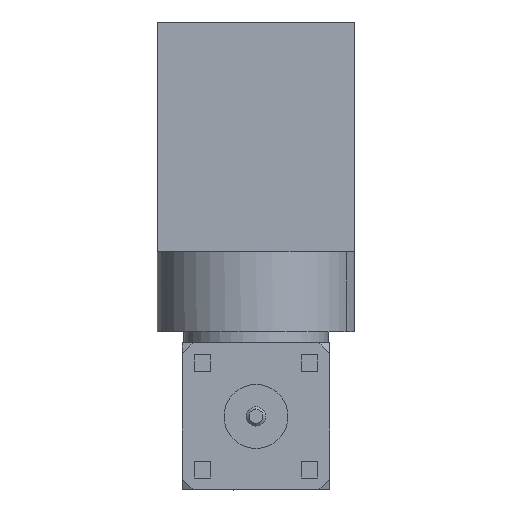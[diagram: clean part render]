
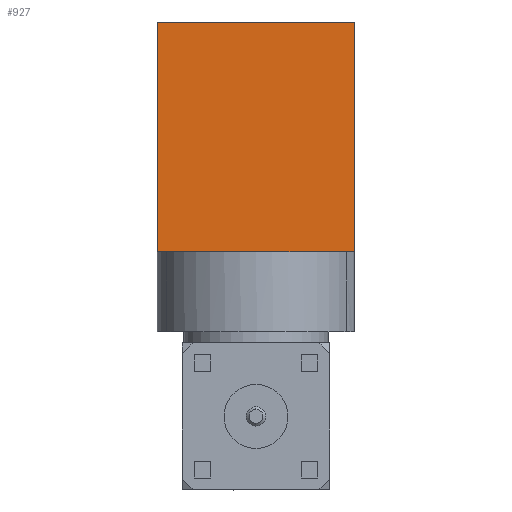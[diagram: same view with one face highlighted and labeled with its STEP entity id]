
A CAD part, front view. The second image highlights one B-rep face of the part: STEP entity #927.
In plain terms, the highlighted planar face has unit normal (0, -1, 0).
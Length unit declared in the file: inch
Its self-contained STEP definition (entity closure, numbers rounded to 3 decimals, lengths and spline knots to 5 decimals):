
#134 = DIRECTION ( 'NONE',  ( -1., 0., 0. ) ) ;
#354 = VECTOR ( 'NONE', #2387, 39.37008 ) ;
#400 = CARTESIAN_POINT ( 'NONE',  ( 0.185, -0.18494, -0.87765 ) ) ;
#702 = CARTESIAN_POINT ( 'NONE',  ( 0.28262, -0.18494, -0.43065 ) ) ;
#757 = VECTOR ( 'NONE', #3538, 39.37008 ) ;
#927 = ADVANCED_FACE ( 'NONE', ( #1092 ), #1461, .T. ) ;
#940 = CARTESIAN_POINT ( 'NONE',  ( -0.00064, -0.18494, -0.43065 ) ) ;
#983 = VECTOR ( 'NONE', #1340, 39.37008 ) ;
#1092 = FACE_OUTER_BOUND ( 'NONE', #1493, .T. ) ;
#1271 = EDGE_CURVE ( 'NONE', #1729, #2808, #4784, .T. ) ;
#1340 = DIRECTION ( 'NONE',  ( 0., 0., 1. ) ) ;
#1428 = EDGE_CURVE ( 'NONE', #3137, #4048, #4513, .T. ) ;
#1461 = PLANE ( 'NONE',  #4872 ) ;
#1493 = EDGE_LOOP ( 'NONE', ( #2302, #2546, #2024, #3993, #2943 ) ) ;
#1538 = DIRECTION ( 'NONE',  ( 0., -1., 0. ) ) ;
#1729 = VERTEX_POINT ( 'NONE', #1845 ) ;
#1794 = LINE ( 'NONE', #2543, #983 ) ;
#1797 = CARTESIAN_POINT ( 'NONE',  ( -0.185, -0.18494, 0. ) ) ;
#1845 = CARTESIAN_POINT ( 'NONE',  ( 0.185, -0.18494, -0.43065 ) ) ;
#2024 = ORIENTED_EDGE ( 'NONE', *, *, #4683, .F. ) ;
#2063 = DIRECTION ( 'NONE',  ( -1., 0., 0. ) ) ;
#2302 = ORIENTED_EDGE ( 'NONE', *, *, #3100, .T. ) ;
#2387 = DIRECTION ( 'NONE',  ( 0., 0., 1. ) ) ;
#2467 = VECTOR ( 'NONE', #2063, 39.37008 ) ;
#2543 = CARTESIAN_POINT ( 'NONE',  ( -0.185, -0.18494, -0.87765 ) ) ;
#2546 = ORIENTED_EDGE ( 'NONE', *, *, #1428, .T. ) ;
#2569 = LINE ( 'NONE', #3754, #5057 ) ;
#2803 = EDGE_CURVE ( 'NONE', #2808, #5111, #2569, .T. ) ;
#2808 = VERTEX_POINT ( 'NONE', #940 ) ;
#2943 = ORIENTED_EDGE ( 'NONE', *, *, #1271, .F. ) ;
#3098 = CARTESIAN_POINT ( 'NONE',  ( -0.185, -0.18494, -0.58065 ) ) ;
#3100 = EDGE_CURVE ( 'NONE', #1729, #3137, #5258, .T. ) ;
#3137 = VERTEX_POINT ( 'NONE', #3614 ) ;
#3538 = DIRECTION ( 'NONE',  ( -1., 0., 0. ) ) ;
#3614 = CARTESIAN_POINT ( 'NONE',  ( 0.185, -0.18494, 0. ) ) ;
#3721 = CARTESIAN_POINT ( 'NONE',  ( -0.185, -0.18494, -0.43065 ) ) ;
#3754 = CARTESIAN_POINT ( 'NONE',  ( -0.00064, -0.18494, -0.43065 ) ) ;
#3993 = ORIENTED_EDGE ( 'NONE', *, *, #2803, .F. ) ;
#4048 = VERTEX_POINT ( 'NONE', #1797 ) ;
#4052 = CARTESIAN_POINT ( 'NONE',  ( -0.185, -0.18494, 0. ) ) ;
#4513 = LINE ( 'NONE', #4052, #2467 ) ;
#4683 = EDGE_CURVE ( 'NONE', #5111, #4048, #1794, .T. ) ;
#4784 = LINE ( 'NONE', #702, #757 ) ;
#4792 = DIRECTION ( 'NONE',  ( 0., 0., -1. ) ) ;
#4872 = AXIS2_PLACEMENT_3D ( 'NONE', #3098, #1538, #4792 ) ;
#5057 = VECTOR ( 'NONE', #134, 39.37008 ) ;
#5111 = VERTEX_POINT ( 'NONE', #3721 ) ;
#5258 = LINE ( 'NONE', #400, #354 ) ;
